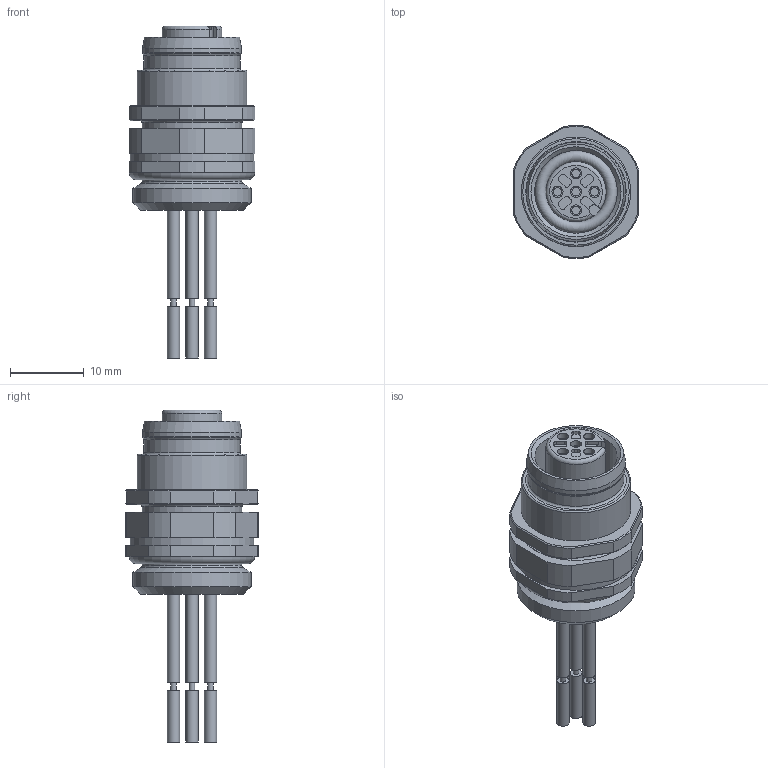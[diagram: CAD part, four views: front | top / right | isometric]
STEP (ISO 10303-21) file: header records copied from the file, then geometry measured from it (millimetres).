
FILE_DESCRIPTION(/* description */ (''),/* implementation_level */ '2;1');
FILE_NAME(/* name */ 'EC-FKD4_5-m_16_stp.stp',/* time_stamp */ '2016-03-09T13:35:17+01:00',/* author */ (''),/* organization */ (''),/* preprocessor_version */ 'ST-DEVELOPER v16',/* originating_system */ 'SIEMENS PLM Software NX 10.0',/* authorisation */ '');
FILE_SCHEMA (('AUTOMOTIVE_DESIGN { 1 0 10303 214 3 1 1 1 }'));
Length unit declared in the file: millimetre
Products named in the file (1): 5000322__Flanschgehaeuse_Buchse_part_98096
Bounding box: 17 x 17.96 x 44.9 mm (x, y, z)
Volume: 4387.6 mm3; surface area: 3023.5 mm2
Topology: 1 solids, 1 shells, 189 faces, 423 edges, 273 vertices
Faces by surface type: plane 87, cylinder 75, cone 18, torus 9
Full cylindrical faces by diameter (mm): 0.758 x5, 1.15 x5, 1.5 x5, 1.65 x10, 11.188 x1, 13 x1, 13.4 x1, 13.5 x2, 14.8 x1, 15.46 x1, 16 x1, 16.7 x1
Entity records: 4952 total; most frequent: CARTESIAN_POINT 918, DIRECTION 890, ORIENTED_EDGE 710, AXIS2_PLACEMENT_3D 373, EDGE_CURVE 355, EDGE_LOOP 274, VERTEX_POINT 253, ADVANCED_FACE 189
